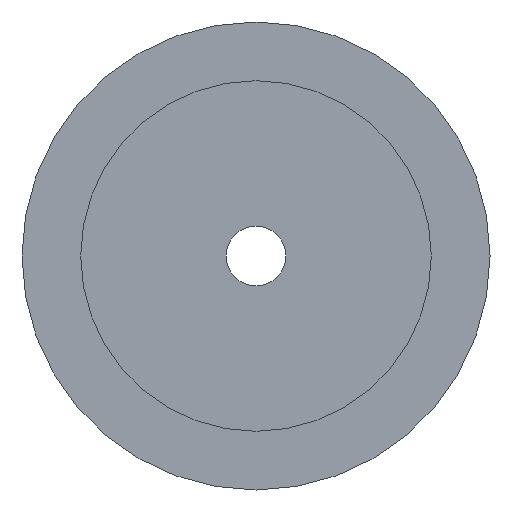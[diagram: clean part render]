
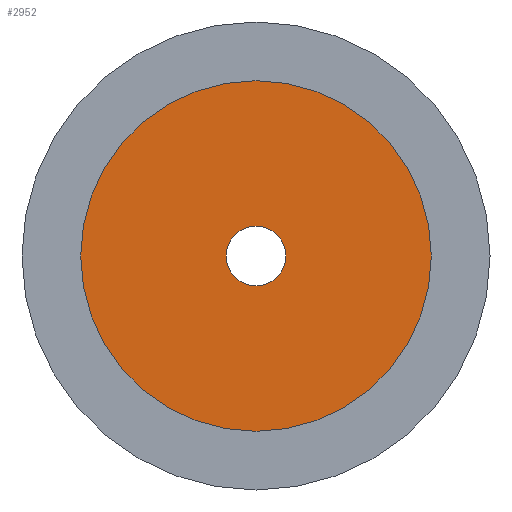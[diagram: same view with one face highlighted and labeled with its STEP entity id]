
A CAD part, left-side view. The second image highlights one B-rep face of the part: STEP entity #2952.
In plain terms, the highlighted planar face has unit normal (-1, 0, 0).
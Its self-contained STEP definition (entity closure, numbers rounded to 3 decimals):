
#104 = PLANE ( 'NONE',  #5944 ) ;
#208 = DIRECTION ( 'NONE',  ( 0., 0., 1. ) ) ;
#1227 = AXIS2_PLACEMENT_3D ( 'NONE', #7915, #3273, #208 ) ;
#1258 = EDGE_CURVE ( 'NONE', #4603, #4603, #9630, .T. ) ;
#1605 = EDGE_LOOP ( 'NONE', ( #4218 ) ) ;
#1650 = DIRECTION ( 'NONE',  ( 1., 0., 0. ) ) ;
#2952 = ADVANCED_FACE ( 'NONE', ( #7482, #6151 ), #104, .F. ) ;
#3273 = DIRECTION ( 'NONE',  ( -1., 0., 0. ) ) ;
#3814 = DIRECTION ( 'NONE',  ( 0., 0., -1. ) ) ;
#3852 = CARTESIAN_POINT ( 'NONE',  ( 2.5, 0., 3.5 ) ) ;
#3885 = CARTESIAN_POINT ( 'NONE',  ( 2.5, 0., 20.6 ) ) ;
#4218 = ORIENTED_EDGE ( 'NONE', *, *, #1258, .F. ) ;
#4232 = EDGE_LOOP ( 'NONE', ( #6215 ) ) ;
#4603 = VERTEX_POINT ( 'NONE', #3852 ) ;
#4738 = EDGE_CURVE ( 'NONE', #7512, #7512, #8728, .T. ) ;
#5329 = DIRECTION ( 'NONE',  ( -1., 0., 0. ) ) ;
#5944 = AXIS2_PLACEMENT_3D ( 'NONE', #9276, #1650, #3814 ) ;
#6151 = FACE_OUTER_BOUND ( 'NONE', #4232, .T. ) ;
#6215 = ORIENTED_EDGE ( 'NONE', *, *, #4738, .T. ) ;
#7482 = FACE_BOUND ( 'NONE', #1605, .T. ) ;
#7512 = VERTEX_POINT ( 'NONE', #3885 ) ;
#7619 = CARTESIAN_POINT ( 'NONE',  ( 2.5, 0., 0. ) ) ;
#7653 = DIRECTION ( 'NONE',  ( 0., 0., 1. ) ) ;
#7915 = CARTESIAN_POINT ( 'NONE',  ( 2.5, 0., 0. ) ) ;
#8728 = CIRCLE ( 'NONE', #9581, 20.6 ) ;
#9276 = CARTESIAN_POINT ( 'NONE',  ( 2.5, 3.5, 0. ) ) ;
#9581 = AXIS2_PLACEMENT_3D ( 'NONE', #7619, #5329, #7653 ) ;
#9630 = CIRCLE ( 'NONE', #1227, 3.5 ) ;
